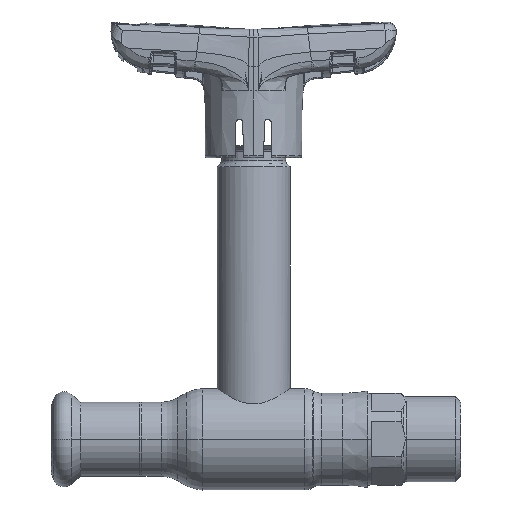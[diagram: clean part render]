
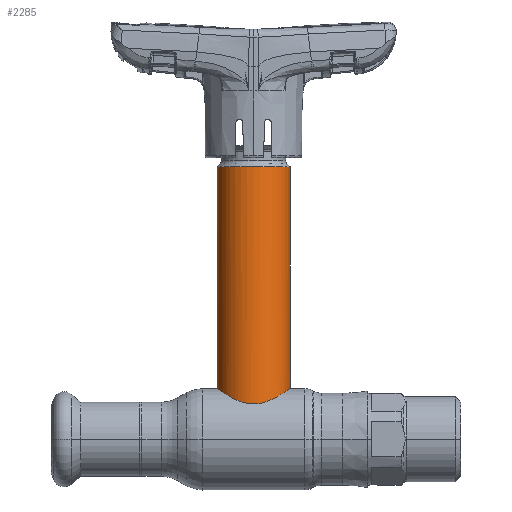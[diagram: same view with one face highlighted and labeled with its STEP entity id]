
A CAD part, top view. The second image highlights one B-rep face of the part: STEP entity #2285.
In plain terms, the highlighted cylindrical face has radius 9 mm (diameter 18 mm), a partial arc.
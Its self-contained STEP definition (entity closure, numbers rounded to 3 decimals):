
#123 = ORIENTED_EDGE ( 'NONE', *, *, #29376, .T. ) ;
#2285 = ADVANCED_FACE ( 'NONE', ( #32945 ), #45639, .T. ) ;
#2579 = CARTESIAN_POINT ( 'NONE',  ( -7.592, 11.527, 4.842 ) ) ;
#3738 = CARTESIAN_POINT ( 'NONE',  ( -5.487, 10.257, 7.156 ) ) ;
#4463 = EDGE_CURVE ( 'NONE', #13099, #9420, #25945, .T. ) ;
#4913 = VERTEX_POINT ( 'NONE', #32661 ) ;
#7187 = ORIENTED_EDGE ( 'NONE', *, *, #4463, .T. ) ;
#7594 = CARTESIAN_POINT ( 'NONE',  ( 6.537, 10.861, 6.192 ) ) ;
#7682 = CIRCLE ( 'NONE', #34110, 9. ) ;
#7879 = CARTESIAN_POINT ( 'NONE',  ( 0.617, 8.691, 8.984 ) ) ;
#8174 = CARTESIAN_POINT ( 'NONE',  ( 5.496, 10.261, 7.15 ) ) ;
#8467 = CARTESIAN_POINT ( 'NONE',  ( 7.753, 11.632, 4.607 ) ) ;
#8642 = CARTESIAN_POINT ( 'NONE',  ( -9., 12.5, 0. ) ) ;
#8757 = CARTESIAN_POINT ( 'NONE',  ( -1.224, 8.755, 8.922 ) ) ;
#9420 = VERTEX_POINT ( 'NONE', #8642 ) ;
#9901 = DIRECTION ( 'NONE',  ( -1., 0., 0. ) ) ;
#11451 = CARTESIAN_POINT ( 'NONE',  ( -7.746, 11.629, 4.592 ) ) ;
#11790 = CARTESIAN_POINT ( 'NONE',  ( -9., 0., 0. ) ) ;
#12618 = CARTESIAN_POINT ( 'NONE',  ( -2.114, 8.924, 8.753 ) ) ;
#12911 = CARTESIAN_POINT ( 'NONE',  ( 4.046, 9.569, 8.044 ) ) ;
#13099 = VERTEX_POINT ( 'NONE', #17126 ) ;
#13199 = CARTESIAN_POINT ( 'NONE',  ( 8.921, 12.443, 1.229 ) ) ;
#14883 = EDGE_CURVE ( 'NONE', #4913, #13099, #7682, .T. ) ;
#15013 = CARTESIAN_POINT ( 'NONE',  ( -9., 12.5, 0. ) ) ;
#15314 = CARTESIAN_POINT ( 'NONE',  ( -9., 12.5, 0.621 ) ) ;
#15604 = CARTESIAN_POINT ( 'NONE',  ( -8.676, 12.268, 2.414 ) ) ;
#15887 = CARTESIAN_POINT ( 'NONE',  ( -8.494, 12.14, 2.992 ) ) ;
#17045 = CARTESIAN_POINT ( 'NONE',  ( 7.268, 11.316, 5.316 ) ) ;
#17126 = CARTESIAN_POINT ( 'NONE',  ( -9., 67.169, 0. ) ) ;
#17344 = CARTESIAN_POINT ( 'NONE',  ( 0.312, 8.675, 9. ) ) ;
#18530 = CARTESIAN_POINT ( 'NONE',  ( 9., 12.5, 0. ) ) ;
#19651 = CARTESIAN_POINT ( 'NONE',  ( 0., 0., 0. ) ) ;
#20610 = CARTESIAN_POINT ( 'NONE',  ( -7.101, 11.208, 5.56 ) ) ;
#21181 = CARTESIAN_POINT ( 'NONE',  ( -0.301, 8.674, 9. ) ) ;
#21478 = CARTESIAN_POINT ( 'NONE',  ( 7.096, 11.206, 5.543 ) ) ;
#21769 = CARTESIAN_POINT ( 'NONE',  ( 8.688, 12.277, 2.426 ) ) ;
#22328 = VECTOR ( 'NONE', #39657, 1000. ) ;
#25901 = CARTESIAN_POINT ( 'NONE',  ( 8.984, 12.489, 0.613 ) ) ;
#25945 = LINE ( 'NONE', #11790, #35127 ) ;
#26196 = CARTESIAN_POINT ( 'NONE',  ( 8.506, 12.148, 3. ) ) ;
#26777 = CARTESIAN_POINT ( 'NONE',  ( 9., 12.5, 0. ) ) ;
#28413 = DIRECTION ( 'NONE',  ( -1., 0., 0. ) ) ;
#29376 = EDGE_CURVE ( 'NONE', #9420, #37327, #47232, .T. ) ;
#30075 = CARTESIAN_POINT ( 'NONE',  ( -1.525, 8.803, 8.875 ) ) ;
#30301 = ORIENTED_EDGE ( 'NONE', *, *, #14883, .T. ) ;
#30370 = CARTESIAN_POINT ( 'NONE',  ( 6.731, 10.979, 5.981 ) ) ;
#30659 = CARTESIAN_POINT ( 'NONE',  ( -4.05, 9.561, 8.058 ) ) ;
#32661 = CARTESIAN_POINT ( 'NONE',  ( 9., 67.169, 0. ) ) ;
#32945 = FACE_OUTER_BOUND ( 'NONE', #41104, .T. ) ;
#33048 = CARTESIAN_POINT ( 'NONE',  ( -8.936, 12.454, 1.228 ) ) ;
#33921 = CARTESIAN_POINT ( 'NONE',  ( -8.156, 11.907, 3.816 ) ) ;
#34110 = AXIS2_PLACEMENT_3D ( 'NONE', #46120, #41975, #28413 ) ;
#34211 = EDGE_CURVE ( 'NONE', #4913, #37327, #34365, .T. ) ;
#34365 = LINE ( 'NONE', #44679, #22328 ) ;
#34491 = CARTESIAN_POINT ( 'NONE',  ( 8.874, 12.409, 1.533 ) ) ;
#35127 = VECTOR ( 'NONE', #48460, 1000. ) ;
#35364 = CARTESIAN_POINT ( 'NONE',  ( -4.549, 9.787, 7.786 ) ) ;
#36955 = AXIS2_PLACEMENT_3D ( 'NONE', #19651, #37643, #9901 ) ;
#37327 = VERTEX_POINT ( 'NONE', #18530 ) ;
#37643 = DIRECTION ( 'NONE',  ( 0., -1., 0. ) ) ;
#38616 = CARTESIAN_POINT ( 'NONE',  ( -6.736, 10.978, 5.996 ) ) ;
#38895 = CARTESIAN_POINT ( 'NONE',  ( -2.403, 8.997, 8.678 ) ) ;
#38979 = ORIENTED_EDGE ( 'NONE', *, *, #34211, .F. ) ;
#39487 = CARTESIAN_POINT ( 'NONE',  ( 1.53, 8.804, 8.874 ) ) ;
#39657 = DIRECTION ( 'NONE',  ( 0., -1., 0. ) ) ;
#40079 = CARTESIAN_POINT ( 'NONE',  ( -0.611, 8.691, 8.985 ) ) ;
#41104 = EDGE_LOOP ( 'NONE', ( #38979, #30301, #7187, #123 ) ) ;
#41975 = DIRECTION ( 'NONE',  ( 0., -1., 0. ) ) ;
#43060 = CARTESIAN_POINT ( 'NONE',  ( -8.389, 12.068, 3.272 ) ) ;
#44222 = CARTESIAN_POINT ( 'NONE',  ( -2.97, 9.165, 8.501 ) ) ;
#44514 = CARTESIAN_POINT ( 'NONE',  ( 9., 12.5, 0.306 ) ) ;
#44679 = CARTESIAN_POINT ( 'NONE',  ( 9., 0., 0. ) ) ;
#45639 = CYLINDRICAL_SURFACE ( 'NONE', #36955, 9. ) ;
#46120 = CARTESIAN_POINT ( 'NONE',  ( 0., 67.169, 0. ) ) ;
#46946 = CARTESIAN_POINT ( 'NONE',  ( -8.752, 12.323, 2.119 ) ) ;
#47232 = B_SPLINE_CURVE_WITH_KNOTS ( 'NONE', 3,
 ( #15013, #15314, #33048, #46946, #15604, #15887, #43060, #33921, #51994, #11451, #2579, #20610, #38616, #56684, #3738, #35364, #30659, #48702, #44222, #38895, #12618, #30075, #8757, #40079, #21181, #17344, #7879, #58140, #39487, #48411, #57561, #53420, #12911, #49275, #48988, #8174, #53700, #7594, #30370, #21478, #17045, #8467, #53137, #26196, #21769, #34491, #13199, #25901, #44514, #26777 ),
 .UNSPECIFIED., .F., .F.,
 ( 4, 2, 2, 2, 2, 2, 2, 2, 2, 2, 2, 2, 2, 2, 2, 2, 2, 2, 2, 2, 2, 2, 2, 2, 4 ),
 ( 0., 0.002, 0.003, 0.004, 0.005, 0.006, 0.007, 0.009, 0.011, 0.012, 0.013, 0.014, 0.015, 0.016, 0.017, 0.018, 0.019, 0.02, 0.022, 0.023, 0.024, 0.026, 0.028, 0.028, 0.029 ),
 .UNSPECIFIED. ) ;
#48411 = CARTESIAN_POINT ( 'NONE',  ( 2.419, 8.987, 8.69 ) ) ;
#48460 = DIRECTION ( 'NONE',  ( 0., -1., 0. ) ) ;
#48702 = CARTESIAN_POINT ( 'NONE',  ( -3.248, 9.26, 8.398 ) ) ;
#48988 = CARTESIAN_POINT ( 'NONE',  ( 4.793, 9.909, 7.623 ) ) ;
#49275 = CARTESIAN_POINT ( 'NONE',  ( 4.551, 9.793, 7.77 ) ) ;
#51994 = CARTESIAN_POINT ( 'NONE',  ( -8.027, 11.819, 4.08 ) ) ;
#53137 = CARTESIAN_POINT ( 'NONE',  ( 8.034, 11.823, 4.099 ) ) ;
#53420 = CARTESIAN_POINT ( 'NONE',  ( 3.784, 9.461, 8.171 ) ) ;
#53700 = CARTESIAN_POINT ( 'NONE',  ( 5.931, 10.503, 6.794 ) ) ;
#56684 = CARTESIAN_POINT ( 'NONE',  ( -5.93, 10.503, 6.793 ) ) ;
#57561 = CARTESIAN_POINT ( 'NONE',  ( 2.98, 9.159, 8.512 ) ) ;
#58140 = CARTESIAN_POINT ( 'NONE',  ( 1.225, 8.756, 8.921 ) ) ;
